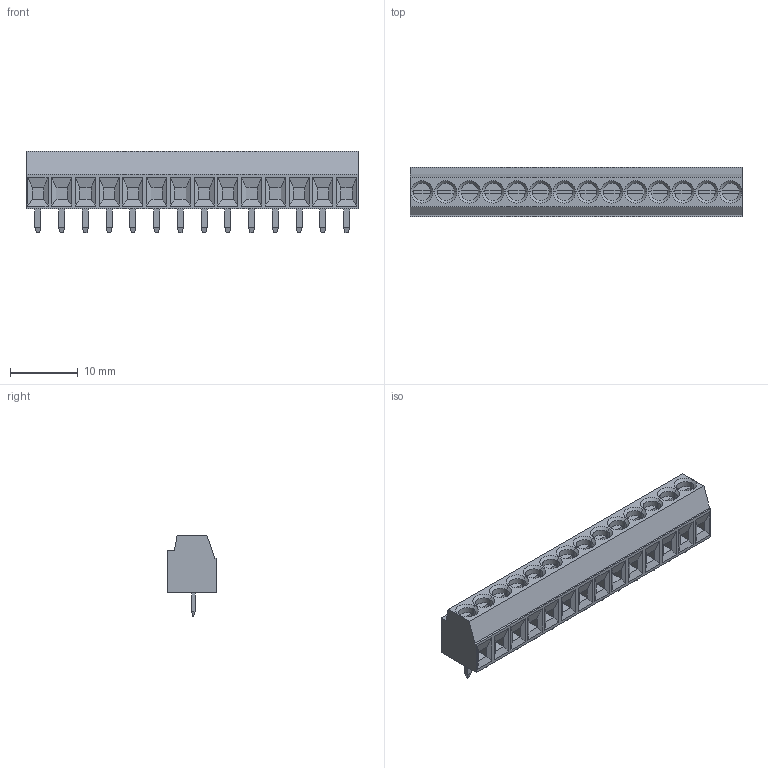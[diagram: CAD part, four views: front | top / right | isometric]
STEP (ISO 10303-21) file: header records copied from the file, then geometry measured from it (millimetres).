
FILE_DESCRIPTION(('FreeCAD Model'),'2;1');
FILE_NAME('SOLID.step', '2019-04-10T16:36:48',('kicad StepUp'),('ksu MCAD'), 'Open CASCADE STEP processor 7.2','FreeCAD','Unknown');
FILE_SCHEMA(('AUTOMOTIVE_DESIGN { 1 0 10303 214 1 1 1 1 }'));
Length unit declared in the file: millimetre
Products named in the file (1): SOLID
Bounding box: 49.02 x 7.29 x 12.01 mm (x, y, z)
Volume: 2445.6 mm3; surface area: 2355.8 mm2
Topology: 1 solids, 1 shells, 388 faces, 892 edges, 548 vertices
Faces by surface type: plane 332, cone 28, cylinder 28
Entity records: 13405 total; most frequent: CARTESIAN_POINT 1829, DIRECTION 1810, ORIENTED_EDGE 1784, EDGE_CURVE 892, LINE 752, VECTOR 752, VERTEX_POINT 548, AXIS2_PLACEMENT_3D 529
